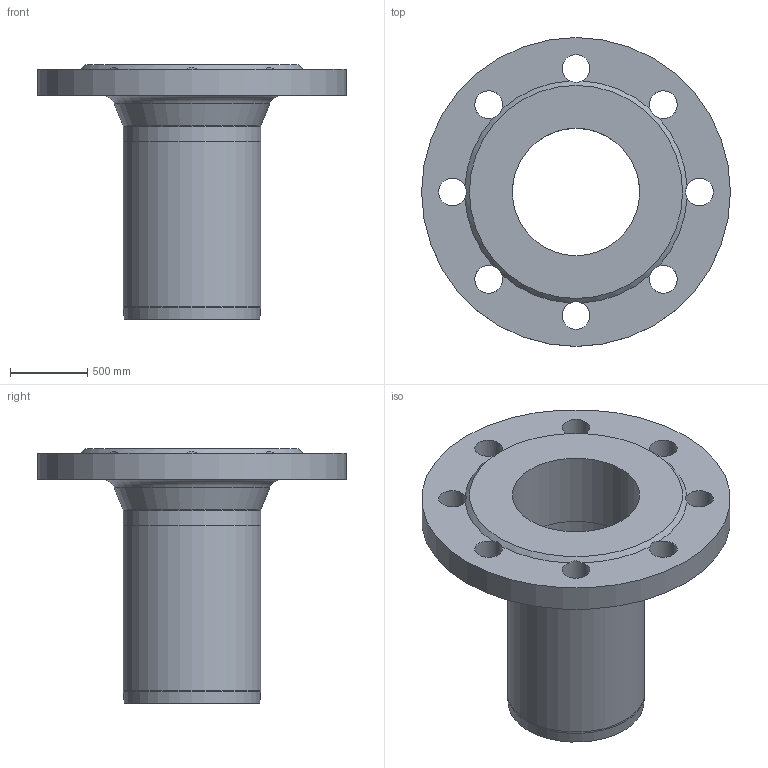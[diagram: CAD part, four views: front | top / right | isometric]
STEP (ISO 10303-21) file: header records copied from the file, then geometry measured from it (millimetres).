
FILE_DESCRIPTION(/* description */ (''),/* implementation_level */ '2;1');
FILE_NAME(/* name */ '82561.080X_3D.stp',/* time_stamp */ '2024-12-11T08:40:04+01:00',/* author */ ('CAD'),/* organization */ (''),/* preprocessor_version */ 'ST-DEVELOPER v20',/* originating_system */ 'AutoCAD Mechanical',/* authorisation */ '');
FILE_SCHEMA (('AUTOMOTIVE_DESIGN { 1 0 10303 214 3 1 1 }'));
Length unit declared in the file: centimetre
Products named in the file (2): Product; *S0
Assembly tree (1 placements, depth 2):
  Product
    *S0
Bounding box: 2000 x 2000 x 1649.98 mm (x, y, z)
Volume: 541292077 mm3; surface area: 15043293.6 mm2
Topology: 2 solids, 2 shells, 27 faces, 88 edges, 58 vertices
Faces by surface type: cylinder 13, cone 5, plane 5, torus 4
Full cylindrical faces by diameter (mm): 180 x8, 825 x1, 858 x1, 889 x1, 890 x1, 2000 x1
Entity records: 1176 total; most frequent: CARTESIAN_POINT 281, DIRECTION 200, ORIENTED_EDGE 176, AXIS2_PLACEMENT_3D 91, EDGE_CURVE 88, CIRCLE 61, VERTEX_POINT 58, EDGE_LOOP 40
